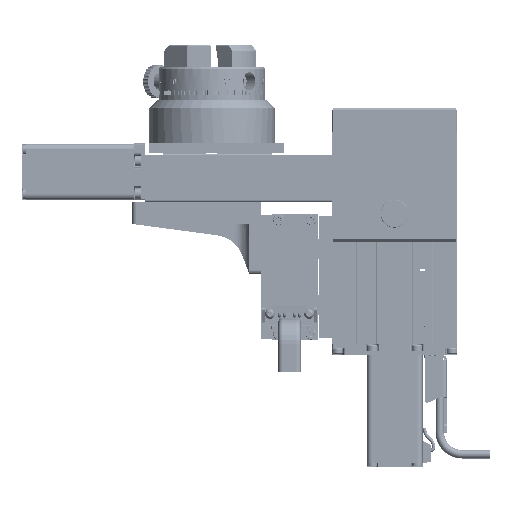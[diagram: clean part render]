
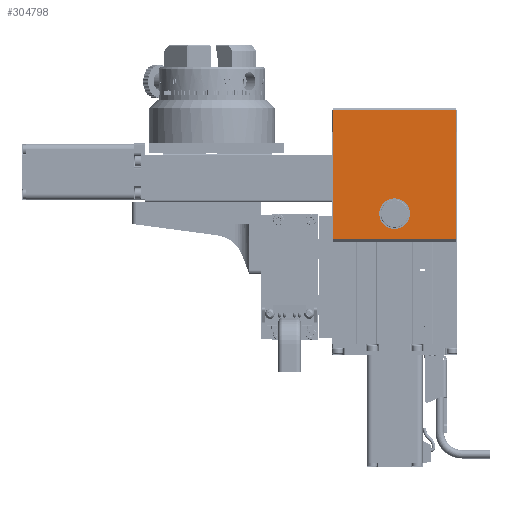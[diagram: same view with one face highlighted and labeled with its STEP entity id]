
A CAD part, left-side view. The second image highlights one B-rep face of the part: STEP entity #304798.
In plain terms, the highlighted planar face has unit normal (-1, 0, 0).
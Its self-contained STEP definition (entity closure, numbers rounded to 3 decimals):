
#445 = DIRECTION ( 'NONE',  ( 0., -1., 0. ) ) ;
#1681 = CARTESIAN_POINT ( 'NONE',  ( -64.833, -13.623, -12.73 ) ) ;
#11362 = CARTESIAN_POINT ( 'NONE',  ( -64.833, 8.377, 24.27 ) ) ;
#14904 = VECTOR ( 'NONE', #234133, 1000. ) ;
#18985 = VERTEX_POINT ( 'NONE', #11362 ) ;
#57088 = CARTESIAN_POINT ( 'NONE',  ( -64.833, -35.623, -22.73 ) ) ;
#62371 = CARTESIAN_POINT ( 'NONE',  ( -64.833, -35.623, -21.73 ) ) ;
#66456 = VERTEX_POINT ( 'NONE', #390606 ) ;
#73085 = LINE ( 'NONE', #351726, #271220 ) ;
#82716 = AXIS2_PLACEMENT_3D ( 'NONE', #368158, #241074, #392499 ) ;
#85889 = AXIS2_PLACEMENT_3D ( 'NONE', #1681, #122927, #183562 ) ;
#91381 = CARTESIAN_POINT ( 'NONE',  ( -64.833, -35.623, -21.73 ) ) ;
#111821 = VERTEX_POINT ( 'NONE', #62371 ) ;
#113085 = LINE ( 'NONE', #238108, #14904 ) ;
#117463 = EDGE_CURVE ( 'NONE', #111821, #394715, #117681, .T. ) ;
#117681 = LINE ( 'NONE', #57088, #290870 ) ;
#122927 = DIRECTION ( 'NONE',  ( -1., 0., 0. ) ) ;
#149699 = CARTESIAN_POINT ( 'NONE',  ( -64.833, -13.623, -7.23 ) ) ;
#151981 = DIRECTION ( 'NONE',  ( 0., 0., 1. ) ) ;
#152166 = PLANE ( 'NONE',  #382567 ) ;
#168636 = ORIENTED_EDGE ( 'NONE', *, *, #200149, .T. ) ;
#183562 = DIRECTION ( 'NONE',  ( 0., 0., 1. ) ) ;
#184428 = DIRECTION ( 'NONE',  ( 0., 0., 1. ) ) ;
#186631 = EDGE_CURVE ( 'NONE', #66456, #111821, #396233, .T. ) ;
#192709 = EDGE_CURVE ( 'NONE', #261096, #296757, #366287, .T. ) ;
#193976 = EDGE_LOOP ( 'NONE', ( #261769, #168636, #270347, #359900 ) ) ;
#200149 = EDGE_CURVE ( 'NONE', #394715, #18985, #73085, .T. ) ;
#208744 = DIRECTION ( 'NONE',  ( -1., 0., 0. ) ) ;
#234133 = DIRECTION ( 'NONE',  ( 0., 0., -1. ) ) ;
#238108 = CARTESIAN_POINT ( 'NONE',  ( -64.833, 8.377, -22.73 ) ) ;
#241074 = DIRECTION ( 'NONE',  ( -1., 0., 0. ) ) ;
#248918 = CARTESIAN_POINT ( 'NONE',  ( -64.833, -13.623, 1.27 ) ) ;
#261096 = VERTEX_POINT ( 'NONE', #367454 ) ;
#261769 = ORIENTED_EDGE ( 'NONE', *, *, #117463, .T. ) ;
#263550 = ORIENTED_EDGE ( 'NONE', *, *, #302320, .F. ) ;
#270347 = ORIENTED_EDGE ( 'NONE', *, *, #360231, .T. ) ;
#271220 = VECTOR ( 'NONE', #325385, 1000. ) ;
#290870 = VECTOR ( 'NONE', #151981, 1000. ) ;
#296757 = VERTEX_POINT ( 'NONE', #149699 ) ;
#302320 = EDGE_CURVE ( 'NONE', #296757, #261096, #304875, .T. ) ;
#304798 = ADVANCED_FACE ( 'NONE', ( #333958, #372046 ), #152166, .T. ) ;
#304875 = CIRCLE ( 'NONE', #85889, 5.5 ) ;
#317336 = CARTESIAN_POINT ( 'NONE',  ( -64.833, -35.623, 24.27 ) ) ;
#319092 = VECTOR ( 'NONE', #445, 1000. ) ;
#325385 = DIRECTION ( 'NONE',  ( 0., 1., 0. ) ) ;
#333958 = FACE_BOUND ( 'NONE', #387447, .T. ) ;
#351726 = CARTESIAN_POINT ( 'NONE',  ( -64.833, 8.377, 24.27 ) ) ;
#359900 = ORIENTED_EDGE ( 'NONE', *, *, #186631, .T. ) ;
#360231 = EDGE_CURVE ( 'NONE', #18985, #66456, #113085, .T. ) ;
#366287 = CIRCLE ( 'NONE', #82716, 5.5 ) ;
#367454 = CARTESIAN_POINT ( 'NONE',  ( -64.833, -13.623, -18.23 ) ) ;
#368158 = CARTESIAN_POINT ( 'NONE',  ( -64.833, -13.623, -12.73 ) ) ;
#372046 = FACE_OUTER_BOUND ( 'NONE', #193976, .T. ) ;
#382567 = AXIS2_PLACEMENT_3D ( 'NONE', #248918, #208744, #184428 ) ;
#387447 = EDGE_LOOP ( 'NONE', ( #263550, #392206 ) ) ;
#390606 = CARTESIAN_POINT ( 'NONE',  ( -64.833, 8.377, -21.73 ) ) ;
#392206 = ORIENTED_EDGE ( 'NONE', *, *, #192709, .F. ) ;
#392499 = DIRECTION ( 'NONE',  ( 0., 0., 1. ) ) ;
#394715 = VERTEX_POINT ( 'NONE', #317336 ) ;
#396233 = LINE ( 'NONE', #91381, #319092 ) ;
